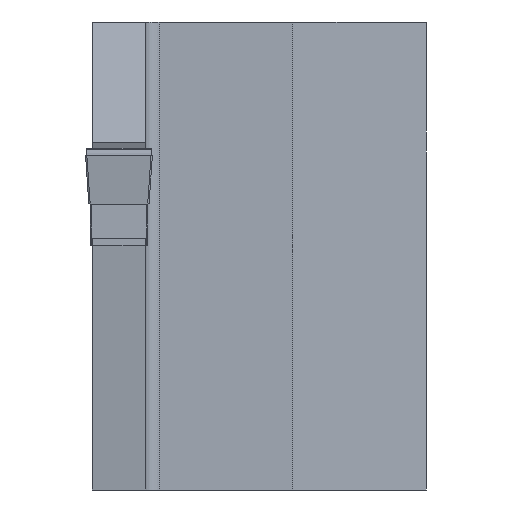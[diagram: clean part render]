
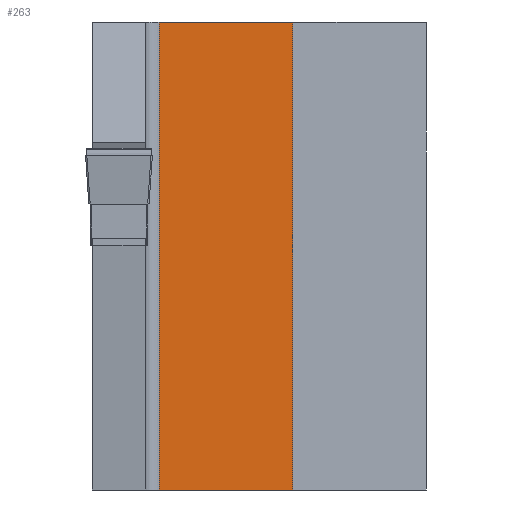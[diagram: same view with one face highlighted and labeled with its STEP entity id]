
A CAD part, left-side view. The second image highlights one B-rep face of the part: STEP entity #263.
In plain terms, the highlighted planar face has unit normal (-1, 0, 0).
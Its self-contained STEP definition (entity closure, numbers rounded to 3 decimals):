
#263=ADVANCED_FACE('',(#338),#306,.T.);
#306=PLANE('',#1028);
#338=FACE_OUTER_BOUND('',#381,.T.);
#381=EDGE_LOOP('',(#432,#433,#434,#435));
#432=ORIENTED_EDGE('',*,*,#738,.F.);
#433=ORIENTED_EDGE('',*,*,#739,.T.);
#434=ORIENTED_EDGE('',*,*,#740,.T.);
#435=ORIENTED_EDGE('',*,*,#741,.T.);
#662=VERTEX_POINT('',#1336);
#663=VERTEX_POINT('',#1337);
#664=VERTEX_POINT('',#1339);
#665=VERTEX_POINT('',#1341);
#738=EDGE_CURVE('',#662,#663,#853,.T.);
#739=EDGE_CURVE('',#662,#664,#854,.T.);
#740=EDGE_CURVE('',#664,#665,#855,.T.);
#741=EDGE_CURVE('',#665,#663,#856,.T.);
#853=LINE('',#1335,#944);
#854=LINE('',#1338,#945);
#855=LINE('',#1340,#946);
#856=LINE('',#1342,#947);
#944=VECTOR('',#1105,1.);
#945=VECTOR('',#1106,1.);
#946=VECTOR('',#1107,1.);
#947=VECTOR('',#1108,1.);
#1028=AXIS2_PLACEMENT_3D('',#1343,#1109,#1110);
#1105=DIRECTION('',(0.,-1.,0.));
#1106=DIRECTION('',(0.,0.,-1.));
#1107=DIRECTION('',(0.,-1.,0.));
#1108=DIRECTION('',(0.,0.,1.));
#1109=DIRECTION('',(-1.,0.,0.));
#1110=DIRECTION('',(0.,0.,1.));
#1335=CARTESIAN_POINT('',(26.,-6.,10.));
#1336=CARTESIAN_POINT('',(26.,20.,10.));
#1337=CARTESIAN_POINT('',(26.,10.,10.));
#1338=CARTESIAN_POINT('',(26.,20.,10.));
#1339=CARTESIAN_POINT('',(26.,20.,-25.));
#1340=CARTESIAN_POINT('',(26.,-6.,-25.));
#1341=CARTESIAN_POINT('',(26.,10.,-25.));
#1342=CARTESIAN_POINT('',(26.,10.,30.));
#1343=CARTESIAN_POINT('',(26.,-6.,10.));
